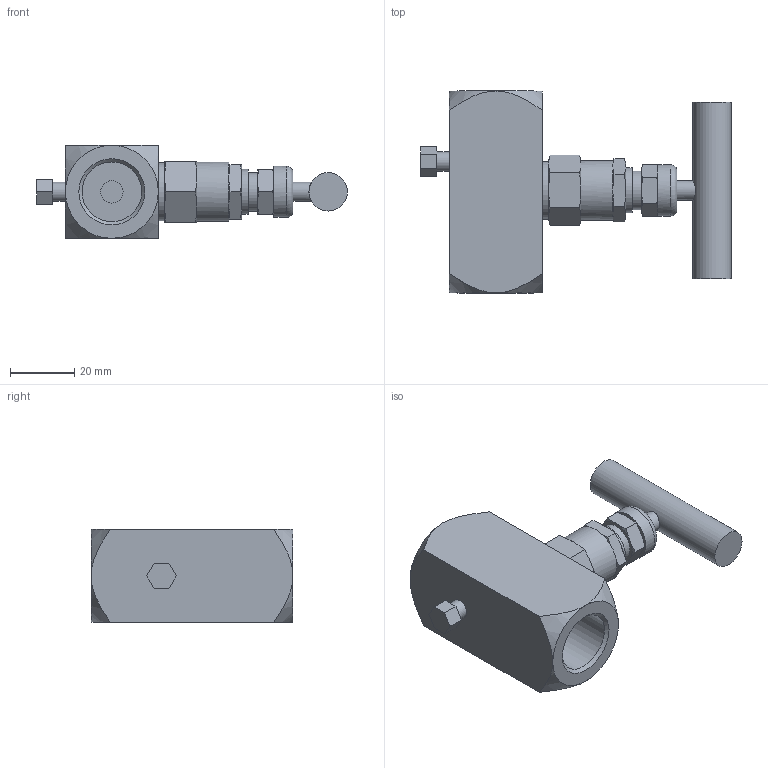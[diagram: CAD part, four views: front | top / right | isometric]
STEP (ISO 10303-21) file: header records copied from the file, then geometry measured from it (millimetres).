
FILE_DESCRIPTION(/* description */ ('SS-V4 внутр-внутр'),/* implementation_level */ '2;1');
FILE_NAME(/* name */ 'SS-V4 внутр-внутр.stp',/* time_stamp */ '2023-07-12T14:51:41+03:00',/* author */ ('Tech'),/* organization */ (''),/* preprocessor_version */ 'ST-DEVELOPER v18.1',/* originating_system */ 'Autodesk Inventor 2021',/* authorisation */ '');
FILE_SCHEMA (('AUTOMOTIVE_DESIGN { 1 0 10303 214 3 1 1 }'));
Length unit declared in the file: millimetre
Products named in the file (1): SS-V4 внутр-внутр
Bounding box: 97 x 63 x 29.1 mm (x, y, z)
Volume: 60507.3 mm3; surface area: 16441.1 mm2
Topology: 2 solids, 2 shells, 191 faces, 461 edges, 301 vertices
Faces by surface type: plane 120, cone 46, cylinder 24, torus 1
Full cylindrical faces by diameter (mm): 2.584 x1, 5.115 x1, 6 x2, 7 x2, 9 x1, 12 x2, 14 x1, 16 x1, 18 x1, 18.5 x1, 18.631 x2
Entity records: 5527 total; most frequent: CARTESIAN_POINT 1165, ORIENTED_EDGE 922, DIRECTION 877, EDGE_CURVE 461, AXIS2_PLACEMENT_3D 315, VERTEX_POINT 301, LINE 247, VECTOR 247
